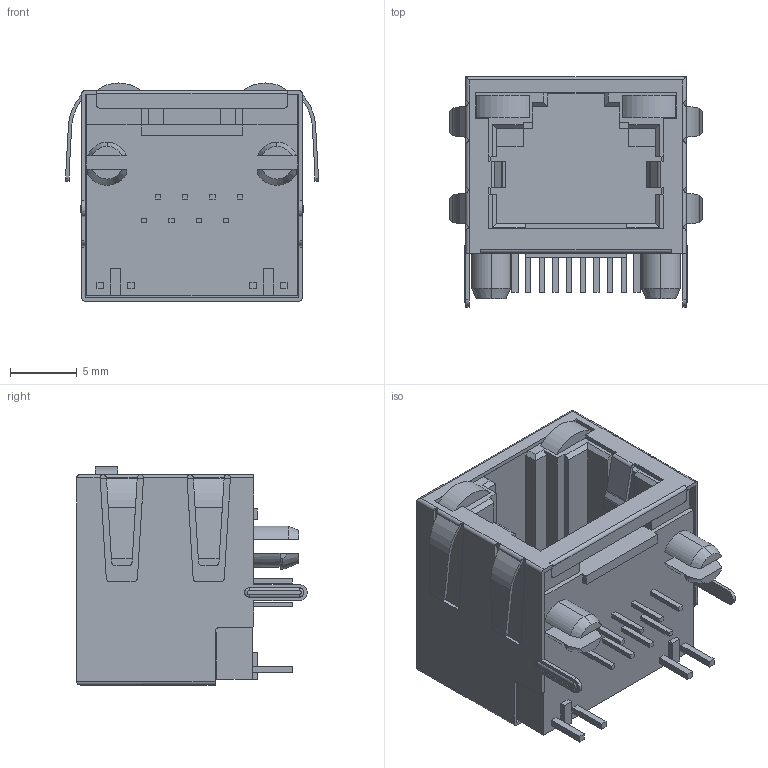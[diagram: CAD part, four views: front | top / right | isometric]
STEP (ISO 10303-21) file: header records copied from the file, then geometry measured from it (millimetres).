
FILE_DESCRIPTION (( 'STEP AP214' ), '1' );
FILE_NAME ('GWLX-S2-88-G-G_rA8.STEP', '2013-05-01T20:19:32', ( 'Daniel' ), ( 'Microsoft' ), 'SwSTEP 2.0', 'SolidWorks 2012', '' );
FILE_SCHEMA (( 'AUTOMOTIVE_DESIGN' ));
Length unit declared in the file: millimetre
Products named in the file (1): GWLX-S2-88-G-G_rA8
Bounding box: 18.9 x 17.25 x 16.32 mm (x, y, z)
Volume: 2142.8 mm3; surface area: 3646.4 mm2
Topology: 1 solids, 1 shells, 369 faces, 995 edges, 640 vertices
Faces by surface type: plane 260, cylinder 95, cone 10, torus 4
Entity records: 14397 total; most frequent: CARTESIAN_POINT 2297, ORIENTED_EDGE 1990, DIRECTION 1795, EDGE_CURVE 995, VECTOR 783, LINE 783, VERTEX_POINT 640, AXIS2_PLACEMENT_3D 506
